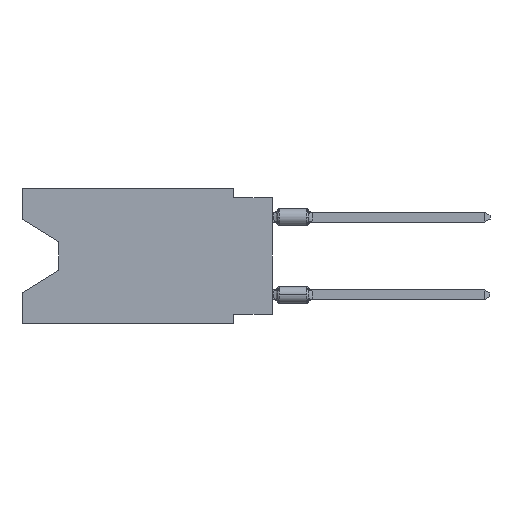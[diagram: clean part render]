
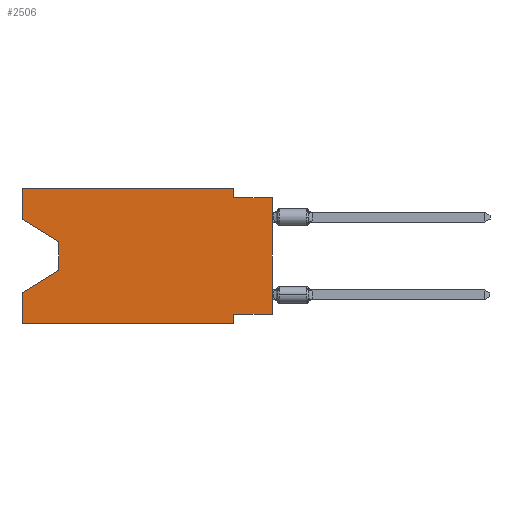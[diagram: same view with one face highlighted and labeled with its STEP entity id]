
A CAD part, left-side view. The second image highlights one B-rep face of the part: STEP entity #2506.
In plain terms, the highlighted planar face has unit normal (-1, 0, 0).
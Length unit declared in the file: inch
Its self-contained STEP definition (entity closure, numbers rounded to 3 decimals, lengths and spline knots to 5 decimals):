
#74 = ORIENTED_EDGE ( 'NONE', *, *, #11266, .F. ) ;
#153 = DIRECTION ( 'NONE',  ( 0., -1., 0. ) ) ;
#158 = ORIENTED_EDGE ( 'NONE', *, *, #9962, .T. ) ;
#309 = VECTOR ( 'NONE', #11924, 39.37008 ) ;
#417 = DIRECTION ( 'NONE',  ( 0., 0., -1. ) ) ;
#525 = EDGE_CURVE ( 'NONE', #17996, #10002, #15672, .T. ) ;
#1205 = VECTOR ( 'NONE', #23145, 39.37008 ) ;
#1507 = EDGE_CURVE ( 'NONE', #23631, #19744, #16794, .T. ) ;
#1816 = CARTESIAN_POINT ( 'NONE',  ( 0., 0.1, -0.325 ) ) ;
#1934 = EDGE_CURVE ( 'NONE', #9942, #13706, #12631, .T. ) ;
#1968 = ORIENTED_EDGE ( 'NONE', *, *, #4975, .F. ) ;
#2044 = CARTESIAN_POINT ( 'NONE',  ( 0., 0., -0.025 ) ) ;
#2277 = VECTOR ( 'NONE', #153, 39.37008 ) ;
#2488 = CARTESIAN_POINT ( 'NONE',  ( 0., 0.55, -0.212 ) ) ;
#2506 = ADVANCED_FACE ( 'NONE', ( #23108 ), #10071, .F. ) ;
#3861 = LINE ( 'NONE', #5626, #17764 ) ;
#3959 = CARTESIAN_POINT ( 'NONE',  ( 0., 0.645, 0. ) ) ;
#4261 = LINE ( 'NONE', #11611, #7479 ) ;
#4464 = EDGE_CURVE ( 'NONE', #14668, #21603, #5030, .T. ) ;
#4975 = EDGE_CURVE ( 'NONE', #8949, #14668, #12281, .T. ) ;
#5030 = LINE ( 'NONE', #12642, #15629 ) ;
#5303 = CARTESIAN_POINT ( 'NONE',  ( 0., 0.645, -0.08025 ) ) ;
#5473 = CARTESIAN_POINT ( 'NONE',  ( 0., 0.645, -0.35 ) ) ;
#5626 = CARTESIAN_POINT ( 'NONE',  ( 0., 0.55, -0.138 ) ) ;
#6111 = DIRECTION ( 'NONE',  ( 0., 0., 1. ) ) ;
#6456 = VECTOR ( 'NONE', #23309, 39.37008 ) ;
#6517 = VERTEX_POINT ( 'NONE', #5473 ) ;
#7411 = EDGE_CURVE ( 'NONE', #6517, #14773, #4261, .T. ) ;
#7479 = VECTOR ( 'NONE', #10226, 39.37008 ) ;
#7846 = DIRECTION ( 'NONE',  ( 0., 0., -1. ) ) ;
#7857 = ORIENTED_EDGE ( 'NONE', *, *, #1507, .T. ) ;
#7884 = CARTESIAN_POINT ( 'NONE',  ( 0., 0., -0.325 ) ) ;
#8431 = LINE ( 'NONE', #19595, #19341 ) ;
#8917 = ORIENTED_EDGE ( 'NONE', *, *, #7411, .T. ) ;
#8949 = VERTEX_POINT ( 'NONE', #11959 ) ;
#9445 = CARTESIAN_POINT ( 'NONE',  ( 0., 0.1, -0.35 ) ) ;
#9510 = LINE ( 'NONE', #2044, #2277 ) ;
#9565 = LINE ( 'NONE', #14810, #19807 ) ;
#9855 = CARTESIAN_POINT ( 'NONE',  ( 0., 0., -0.325 ) ) ;
#9913 = DIRECTION ( 'NONE',  ( 0., 0.855, -0.519 ) ) ;
#9942 = VERTEX_POINT ( 'NONE', #9855 ) ;
#9962 = EDGE_CURVE ( 'NONE', #19744, #17996, #3861, .T. ) ;
#9963 = DIRECTION ( 'NONE',  ( 1., 0., 0. ) ) ;
#10002 = VERTEX_POINT ( 'NONE', #21371 ) ;
#10071 = PLANE ( 'NONE',  #11964 ) ;
#10226 = DIRECTION ( 'NONE',  ( 0., -1., 0. ) ) ;
#10673 = CARTESIAN_POINT ( 'NONE',  ( 0., 0.645, -0.08025 ) ) ;
#10926 = DIRECTION ( 'NONE',  ( 0., 0., 1. ) ) ;
#11183 = ORIENTED_EDGE ( 'NONE', *, *, #12593, .F. ) ;
#11266 = EDGE_CURVE ( 'NONE', #6517, #10002, #9565, .T. ) ;
#11594 = CARTESIAN_POINT ( 'NONE',  ( 0., 0.1, -0.025 ) ) ;
#11611 = CARTESIAN_POINT ( 'NONE',  ( 0., 0.645, -0.35 ) ) ;
#11754 = LINE ( 'NONE', #17547, #21336 ) ;
#11790 = LINE ( 'NONE', #3959, #309 ) ;
#11924 = DIRECTION ( 'NONE',  ( 0., 0., 1. ) ) ;
#11959 = CARTESIAN_POINT ( 'NONE',  ( 0., 0.645, 0. ) ) ;
#11964 = AXIS2_PLACEMENT_3D ( 'NONE', #17346, #9963, #7846 ) ;
#12116 = ORIENTED_EDGE ( 'NONE', *, *, #525, .T. ) ;
#12148 = CARTESIAN_POINT ( 'NONE',  ( 0., 0.645, 0. ) ) ;
#12281 = LINE ( 'NONE', #12148, #6456 ) ;
#12593 = EDGE_CURVE ( 'NONE', #23631, #8949, #11790, .T. ) ;
#12631 = LINE ( 'NONE', #7884, #1205 ) ;
#12642 = CARTESIAN_POINT ( 'NONE',  ( 0., 0.1, 0. ) ) ;
#13229 = DIRECTION ( 'NONE',  ( 0., 0., -1. ) ) ;
#13706 = VERTEX_POINT ( 'NONE', #1816 ) ;
#14168 = EDGE_LOOP ( 'NONE', ( #7857, #158, #12116, #74, #8917, #15666, #14620, #14242, #23071, #14247, #1968, #11183 ) ) ;
#14242 = ORIENTED_EDGE ( 'NONE', *, *, #23523, .T. ) ;
#14247 = ORIENTED_EDGE ( 'NONE', *, *, #4464, .F. ) ;
#14572 = CARTESIAN_POINT ( 'NONE',  ( 0., 0.1, 0. ) ) ;
#14620 = ORIENTED_EDGE ( 'NONE', *, *, #1934, .F. ) ;
#14668 = VERTEX_POINT ( 'NONE', #14572 ) ;
#14773 = VERTEX_POINT ( 'NONE', #9445 ) ;
#14810 = CARTESIAN_POINT ( 'NONE',  ( 0., 0.645, 0. ) ) ;
#15297 = CARTESIAN_POINT ( 'NONE',  ( 0., 0., -0.025 ) ) ;
#15629 = VECTOR ( 'NONE', #16522, 39.37008 ) ;
#15666 = ORIENTED_EDGE ( 'NONE', *, *, #15758, .F. ) ;
#15672 = LINE ( 'NONE', #23287, #23786 ) ;
#15758 = EDGE_CURVE ( 'NONE', #13706, #14773, #11754, .T. ) ;
#16522 = DIRECTION ( 'NONE',  ( 0., 0., -1. ) ) ;
#16794 = LINE ( 'NONE', #5303, #23343 ) ;
#16983 = VERTEX_POINT ( 'NONE', #15297 ) ;
#17338 = EDGE_CURVE ( 'NONE', #21603, #16983, #9510, .T. ) ;
#17346 = CARTESIAN_POINT ( 'NONE',  ( 0., 0.645, 0. ) ) ;
#17547 = CARTESIAN_POINT ( 'NONE',  ( 0., 0.1, -0.35 ) ) ;
#17764 = VECTOR ( 'NONE', #13229, 39.37008 ) ;
#17996 = VERTEX_POINT ( 'NONE', #2488 ) ;
#19341 = VECTOR ( 'NONE', #6111, 39.37008 ) ;
#19595 = CARTESIAN_POINT ( 'NONE',  ( 0., 0., 0. ) ) ;
#19744 = VERTEX_POINT ( 'NONE', #22826 ) ;
#19807 = VECTOR ( 'NONE', #10926, 39.37008 ) ;
#21336 = VECTOR ( 'NONE', #417, 39.37008 ) ;
#21371 = CARTESIAN_POINT ( 'NONE',  ( 0., 0.645, -0.26975 ) ) ;
#21603 = VERTEX_POINT ( 'NONE', #11594 ) ;
#22426 = DIRECTION ( 'NONE',  ( 0., -0.855, -0.519 ) ) ;
#22826 = CARTESIAN_POINT ( 'NONE',  ( 0., 0.55, -0.138 ) ) ;
#23071 = ORIENTED_EDGE ( 'NONE', *, *, #17338, .F. ) ;
#23108 = FACE_OUTER_BOUND ( 'NONE', #14168, .T. ) ;
#23145 = DIRECTION ( 'NONE',  ( 0., 1., 0. ) ) ;
#23287 = CARTESIAN_POINT ( 'NONE',  ( 0., 0.55, -0.212 ) ) ;
#23309 = DIRECTION ( 'NONE',  ( 0., -1., 0. ) ) ;
#23343 = VECTOR ( 'NONE', #22426, 39.37008 ) ;
#23523 = EDGE_CURVE ( 'NONE', #9942, #16983, #8431, .T. ) ;
#23631 = VERTEX_POINT ( 'NONE', #10673 ) ;
#23786 = VECTOR ( 'NONE', #9913, 39.37008 ) ;
